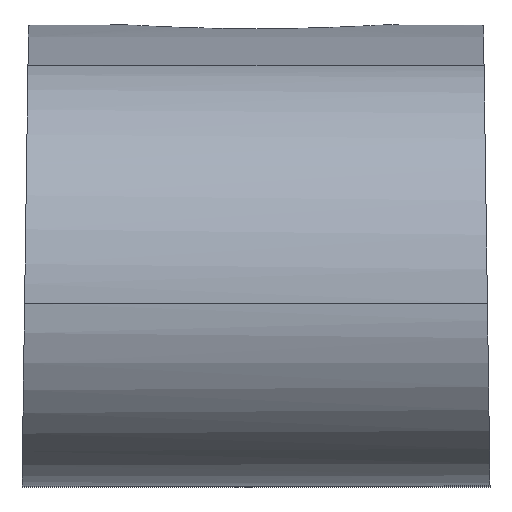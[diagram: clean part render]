
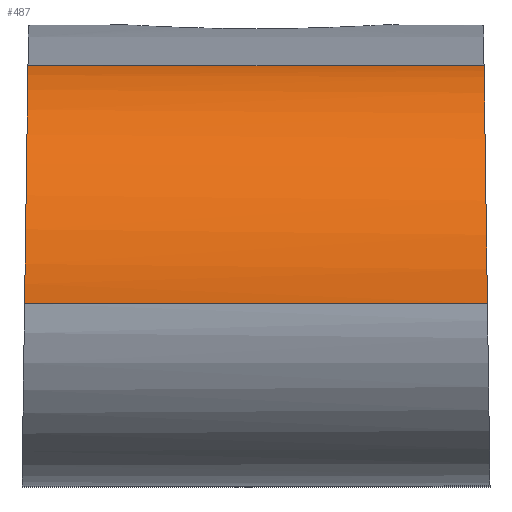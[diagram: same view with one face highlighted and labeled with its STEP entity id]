
A CAD part, top view. The second image highlights one B-rep face of the part: STEP entity #487.
In plain terms, the highlighted cylindrical face has radius 3.75 mm (diameter 7.5 mm), a partial arc.
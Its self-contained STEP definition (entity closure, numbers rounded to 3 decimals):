
#1 = DIRECTION ( 'NONE',  ( 0., 0., 1. ) ) ;
#3 = EDGE_LOOP ( 'NONE', ( #38, #560, #389, #592 ) ) ;
#14 = DIRECTION ( 'NONE',  ( -1., 0., 0. ) ) ;
#38 = ORIENTED_EDGE ( 'NONE', *, *, #741, .F. ) ;
#94 = FACE_OUTER_BOUND ( 'NONE', #3, .T. ) ;
#116 =( BOUNDED_CURVE ( )  B_SPLINE_CURVE ( 3, ( #278, #125, #887, #874 ),
 .UNSPECIFIED., .F., .F. ) 
 B_SPLINE_CURVE_WITH_KNOTS ( ( 4, 4 ),
 ( 3.358, 4.712 ),
 .UNSPECIFIED. ) 
 CURVE ( )  GEOMETRIC_REPRESENTATION_ITEM ( )  RATIONAL_B_SPLINE_CURVE ( ( 1., 0.853, 0.853, 1. ) ) 
 REPRESENTATION_ITEM ( '' )  );
#125 = CARTESIAN_POINT ( 'NONE',  ( -3.514, 6.069, 13.199 ) ) ;
#153 = CARTESIAN_POINT ( 'NONE',  ( 3.6, 2.8, 10.6 ) ) ;
#157 = CARTESIAN_POINT ( 'NONE',  ( 3.56, 2.8, 14.35 ) ) ;
#165 = CARTESIAN_POINT ( 'NONE',  ( 3.56, 2.8, 14.35 ) ) ;
#172 = VERTEX_POINT ( 'NONE', #426 ) ;
#263 = DIRECTION ( 'NONE',  ( -1., 0., 0. ) ) ;
#278 = CARTESIAN_POINT ( 'NONE',  ( -3.508, 6.463, 11.404 ) ) ;
#302 = LINE ( 'NONE', #851, #546 ) ;
#311 = VECTOR ( 'NONE', #14, 1000. ) ;
#334 = VERTEX_POINT ( 'NONE', #415 ) ;
#360 = CARTESIAN_POINT ( 'NONE',  ( -3.508, 6.463, 11.404 ) ) ;
#389 = ORIENTED_EDGE ( 'NONE', *, *, #889, .T. ) ;
#415 = CARTESIAN_POINT ( 'NONE',  ( -3.56, 2.8, 14.35 ) ) ;
#426 = CARTESIAN_POINT ( 'NONE',  ( 3.508, 6.463, 11.404 ) ) ;
#454 = VERTEX_POINT ( 'NONE', #360 ) ;
#487 = ADVANCED_FACE ( 'NONE', ( #94 ), #542, .T. ) ;
#491 = VERTEX_POINT ( 'NONE', #157 ) ;
#542 = CYLINDRICAL_SURFACE ( 'NONE', #913, 3.75 ) ;
#546 = VECTOR ( 'NONE', #650, 1000. ) ;
#552 =( BOUNDED_CURVE ( )  B_SPLINE_CURVE ( 3, ( #165, #876, #723, #907 ),
 .UNSPECIFIED., .F., .F. ) 
 B_SPLINE_CURVE_WITH_KNOTS ( ( 4, 4 ),
 ( 4.712, 6.067 ),
 .UNSPECIFIED. ) 
 CURVE ( )  GEOMETRIC_REPRESENTATION_ITEM ( )  RATIONAL_B_SPLINE_CURVE ( ( 1., 0.853, 0.853, 1. ) ) 
 REPRESENTATION_ITEM ( '' )  );
#560 = ORIENTED_EDGE ( 'NONE', *, *, #725, .T. ) ;
#592 = ORIENTED_EDGE ( 'NONE', *, *, #909, .T. ) ;
#646 = CARTESIAN_POINT ( 'NONE',  ( 3.6, 2.8, 14.35 ) ) ;
#650 = DIRECTION ( 'NONE',  ( -1., 0., 0. ) ) ;
#723 = CARTESIAN_POINT ( 'NONE',  ( 3.514, 6.069, 13.199 ) ) ;
#725 = EDGE_CURVE ( 'NONE', #491, #172, #552, .T. ) ;
#741 = EDGE_CURVE ( 'NONE', #491, #334, #926, .T. ) ;
#851 = CARTESIAN_POINT ( 'NONE',  ( 3.6, 6.463, 11.404 ) ) ;
#874 = CARTESIAN_POINT ( 'NONE',  ( -3.56, 2.8, 14.35 ) ) ;
#876 = CARTESIAN_POINT ( 'NONE',  ( 3.534, 4.637, 14.35 ) ) ;
#887 = CARTESIAN_POINT ( 'NONE',  ( -3.534, 4.637, 14.35 ) ) ;
#889 = EDGE_CURVE ( 'NONE', #172, #454, #302, .T. ) ;
#907 = CARTESIAN_POINT ( 'NONE',  ( 3.508, 6.463, 11.404 ) ) ;
#909 = EDGE_CURVE ( 'NONE', #454, #334, #116, .T. ) ;
#913 = AXIS2_PLACEMENT_3D ( 'NONE', #153, #263, #1 ) ;
#926 = LINE ( 'NONE', #646, #311 ) ;
